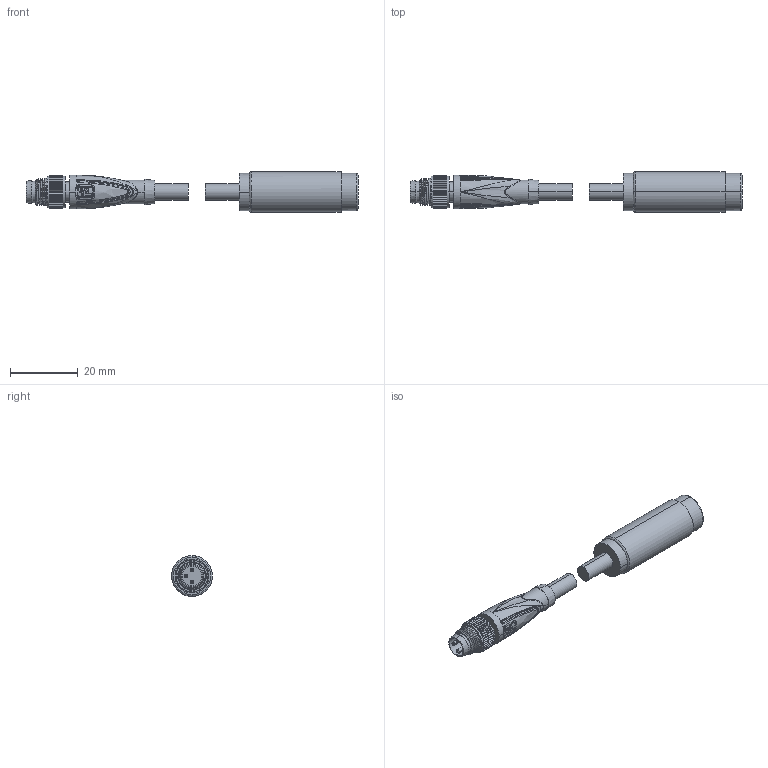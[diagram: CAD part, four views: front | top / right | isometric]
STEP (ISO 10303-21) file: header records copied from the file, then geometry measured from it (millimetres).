
FILE_DESCRIPTION((''),'2;1');
FILE_NAME('DM_CAD-3134_ASM','2017-07-14T',('creinig-se'),(''),'PRO/ENGINEER BY PARAMETRIC TECHNOLOGY CORPORATION, 2015440','PRO/ENGINEER BY PARAMETRIC TECHNOLOGY CORPORATION, 2015440','');
FILE_SCHEMA(('CONFIG_CONTROL_DESIGN'));
Length unit declared in the file: millimetre
Products named in the file (3): DM_CAD-0859_M8_3POL_G_SW0001; CAD0007; DM_CAD-3134_ASM
Assembly tree (2 placements, depth 2):
  DM_CAD-3134_ASM
    DM_CAD-0859_M8_3POL_G_SW0001
    CAD0007
Bounding box: 97.9 x 12 x 12 mm (x, y, z)
Volume: 6163.2 mm3; surface area: 3730.6 mm2
Topology: 2 solids, 2 shells, 531 faces, 1301 edges, 798 vertices
Faces by surface type: plane 245, cylinder 120, bspline 114, cone 30, torus 16, sphere 6
Entity records: 29436 total; most frequent: CARTESIAN_POINT 11283, ORIENTED_EDGE 2490, DIRECTION 2427, PRESENTATION_STYLE_ASSIGNMENT 1497, STYLED_ITEM 1317, CURVE_STYLE 1309, EDGE_CURVE 1245, AXIS2_PLACEMENT_3D 955
